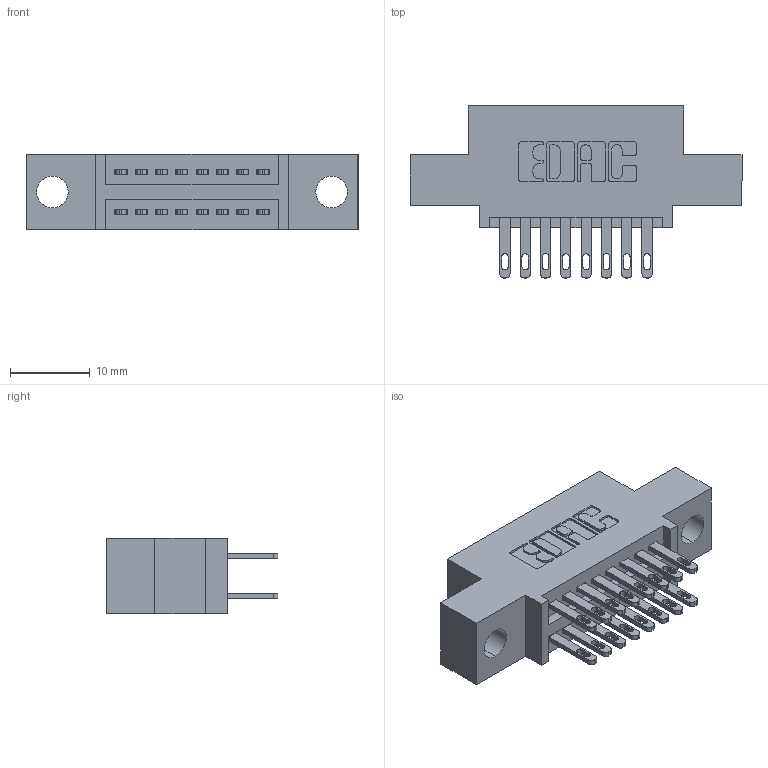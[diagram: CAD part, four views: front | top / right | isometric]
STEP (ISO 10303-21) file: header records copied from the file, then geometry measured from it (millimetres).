
FILE_DESCRIPTION (( 'STEP AP203' ), '1' );
FILE_NAME ('345-016-500-504.STEP', '2021-05-19T16:12:07', ( '' ), ( '' ), 'SwSTEP 2.0', 'SolidWorks 2020', '' );
FILE_SCHEMA (( 'CONFIG_CONTROL_DESIGN' ));
Length unit declared in the file: inch
Products named in the file (3): 345-016-500-504; 345 Part_0.110 Offset - 0.156 Dia-TI; 345-292-001_345-293-100
Assembly tree (17 placements, depth 2):
  345-016-500-504
    345 Part_0.110 Offset - 0.156 Dia-TI
    345-292-001_345-293-100  x16
Bounding box: 41.53 x 21.51 x 9.4 mm (x, y, z)
Volume: 3588.1 mm3; surface area: 4753 mm2
Topology: 17 solids, 17 shells, 880 faces, 2645 edges, 1762 vertices
Faces by surface type: plane 530, cylinder 350
Entity records: 11335 total; most frequent: CARTESIAN_POINT 1938, ORIENTED_EDGE 1870, DIRECTION 1751, EDGE_CURVE 935, LINE 767, VECTOR 767, VERTEX_POINT 622, AXIS2_PLACEMENT_3D 492
